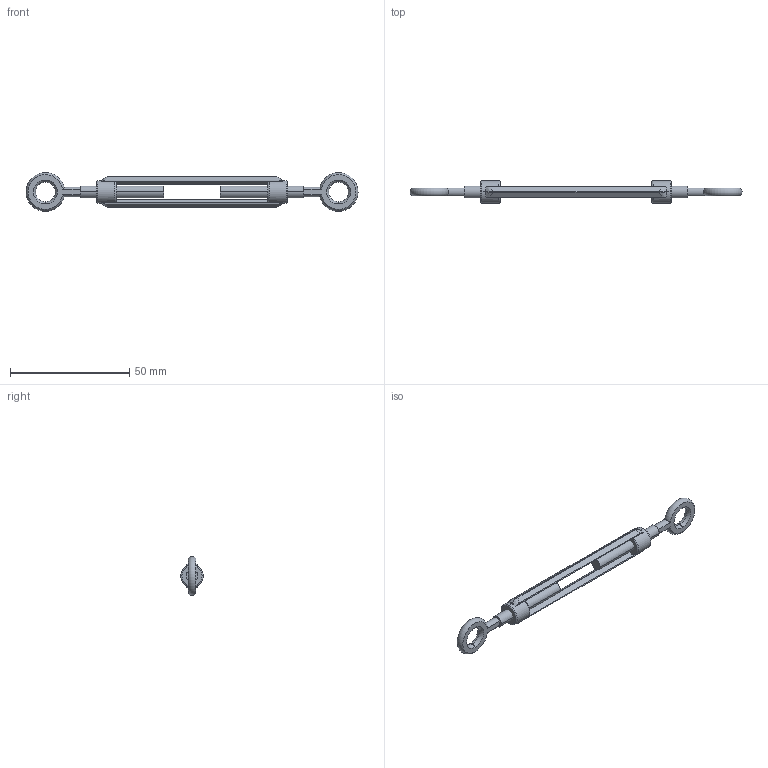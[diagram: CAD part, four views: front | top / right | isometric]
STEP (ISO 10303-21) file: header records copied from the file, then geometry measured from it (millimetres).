
FILE_DESCRIPTION (( 'STEP AP214' ), '1' );
FILE_NAME ('Ñáîðêà2.STEP', '2025-04-01T14:01:31', ( '' ), ( '' ), 'SwSTEP 2.0', 'SolidWorks 2025', '' );
FILE_SCHEMA (( 'AUTOMOTIVE_DESIGN' ));
Length unit declared in the file: millimetre
Products named in the file (4): A726 Талреп кольцо-кольцо М5 DIN1480_00; Талреп основание_00; Талреп кольцо_00; Сборка2
Assembly tree (4 placements, depth 3):
  Сборка2
    A726 Талреп кольцо-кольцо М5 DIN1480_00
      Талреп основание_00
      Талреп кольцо_00  x2
Bounding box: 139.18 x 9.5 x 16.28 mm (x, y, z)
Volume: 4526.1 mm3; surface area: 4641.3 mm2
Topology: 3 solids, 3 shells, 84 faces, 214 edges, 132 vertices
Faces by surface type: cylinder 26, torus 20, plane 20, bspline 12, cone 6
Entity records: 2780 total; most frequent: CARTESIAN_POINT 1037, ORIENTED_EDGE 358, DIRECTION 322, EDGE_CURVE 179, AXIS2_PLACEMENT_3D 135, VERTEX_POINT 112, EDGE_LOOP 77, FACE_OUTER_BOUND 70
